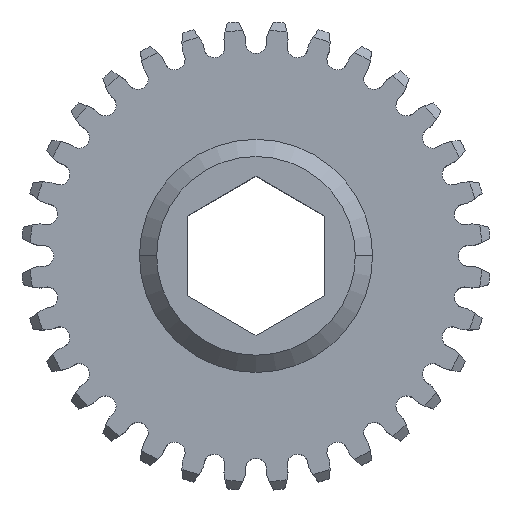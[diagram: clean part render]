
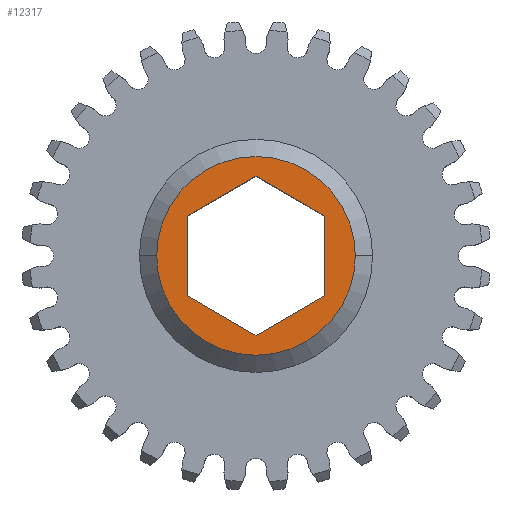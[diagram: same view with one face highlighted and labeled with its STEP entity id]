
A CAD part, top view. The second image highlights one B-rep face of the part: STEP entity #12317.
In plain terms, the highlighted planar face has unit normal (0, 0, 1).
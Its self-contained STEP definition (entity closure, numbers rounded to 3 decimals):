
#74 = VERTEX_POINT ( 'NONE', #10006 ) ;
#509 = CARTESIAN_POINT ( 'NONE',  ( 0., 7.332, 6.35 ) ) ;
#845 = CARTESIAN_POINT ( 'NONE',  ( -6.35, 0., 6.35 ) ) ;
#921 = LINE ( 'NONE', #13386, #4440 ) ;
#1210 = CARTESIAN_POINT ( 'NONE',  ( 3.175, -5.499, 6.35 ) ) ;
#1351 = VERTEX_POINT ( 'NONE', #2383 ) ;
#1364 = EDGE_CURVE ( 'NONE', #2966, #1351, #14423, .T. ) ;
#1393 = CARTESIAN_POINT ( 'NONE',  ( 0., 0., 6.35 ) ) ;
#1904 = EDGE_CURVE ( 'NONE', #9805, #13201, #9736, .T. ) ;
#2264 = AXIS2_PLACEMENT_3D ( 'NONE', #7919, #2269, #9879 ) ;
#2269 = DIRECTION ( 'NONE',  ( 0., 0., 1. ) ) ;
#2339 = ORIENTED_EDGE ( 'NONE', *, *, #9891, .F. ) ;
#2383 = CARTESIAN_POINT ( 'NONE',  ( 9.144, 0., 6.35 ) ) ;
#2560 = ORIENTED_EDGE ( 'NONE', *, *, #1904, .F. ) ;
#2758 = ORIENTED_EDGE ( 'NONE', *, *, #13609, .F. ) ;
#2966 = VERTEX_POINT ( 'NONE', #7910 ) ;
#3404 = PLANE ( 'NONE',  #2264 ) ;
#3422 = CARTESIAN_POINT ( 'NONE',  ( -6.35, -3.666, 6.35 ) ) ;
#3522 = VECTOR ( 'NONE', #12649, 1000. ) ;
#3754 = AXIS2_PLACEMENT_3D ( 'NONE', #6912, #5726, #11443 ) ;
#4169 = EDGE_LOOP ( 'NONE', ( #6664, #5462 ) ) ;
#4228 = CARTESIAN_POINT ( 'NONE',  ( -3.175, 5.499, 6.35 ) ) ;
#4440 = VECTOR ( 'NONE', #6564, 1000. ) ;
#4522 = ORIENTED_EDGE ( 'NONE', *, *, #7387, .F. ) ;
#4529 = CARTESIAN_POINT ( 'NONE',  ( 6.35, 0., 6.35 ) ) ;
#5227 = ORIENTED_EDGE ( 'NONE', *, *, #6082, .F. ) ;
#5372 = DIRECTION ( 'NONE',  ( 0., -1., 0. ) ) ;
#5446 = CARTESIAN_POINT ( 'NONE',  ( 6.35, -3.666, 6.35 ) ) ;
#5462 = ORIENTED_EDGE ( 'NONE', *, *, #9614, .F. ) ;
#5726 = DIRECTION ( 'NONE',  ( 0., 0., -1. ) ) ;
#5808 = CARTESIAN_POINT ( 'NONE',  ( -3.175, -5.499, 6.35 ) ) ;
#6082 = EDGE_CURVE ( 'NONE', #74, #9805, #921, .T. ) ;
#6508 = CARTESIAN_POINT ( 'NONE',  ( -6.35, 3.666, 6.35 ) ) ;
#6564 = DIRECTION ( 'NONE',  ( -0.866, 0.5, 0. ) ) ;
#6664 = ORIENTED_EDGE ( 'NONE', *, *, #1364, .F. ) ;
#6797 = AXIS2_PLACEMENT_3D ( 'NONE', #1393, #9116, #9191 ) ;
#6912 = CARTESIAN_POINT ( 'NONE',  ( 0., 0., 6.35 ) ) ;
#7078 = LINE ( 'NONE', #5808, #8960 ) ;
#7387 = EDGE_CURVE ( 'NONE', #9769, #7620, #8107, .T. ) ;
#7620 = VERTEX_POINT ( 'NONE', #5446 ) ;
#7853 = FACE_BOUND ( 'NONE', #7921, .T. ) ;
#7910 = CARTESIAN_POINT ( 'NONE',  ( -9.144, 0., 6.35 ) ) ;
#7919 = CARTESIAN_POINT ( 'NONE',  ( 0., 0., 6.35 ) ) ;
#7921 = EDGE_LOOP ( 'NONE', ( #2339, #13764, #2560, #5227, #2758, #4522 ) ) ;
#8107 = LINE ( 'NONE', #1210, #3522 ) ;
#8354 = VERTEX_POINT ( 'NONE', #3422 ) ;
#8755 = DIRECTION ( 'NONE',  ( -0.866, -0.5, 0. ) ) ;
#8960 = VECTOR ( 'NONE', #11393, 1000. ) ;
#9060 = DIRECTION ( 'NONE',  ( 0., 1., 0. ) ) ;
#9116 = DIRECTION ( 'NONE',  ( 0., 0., -1. ) ) ;
#9191 = DIRECTION ( 'NONE',  ( -1., 0., 0. ) ) ;
#9614 = EDGE_CURVE ( 'NONE', #1351, #2966, #13447, .T. ) ;
#9736 = LINE ( 'NONE', #4228, #13689 ) ;
#9769 = VERTEX_POINT ( 'NONE', #14157 ) ;
#9805 = VERTEX_POINT ( 'NONE', #509 ) ;
#9879 = DIRECTION ( 'NONE',  ( 1., 0., 0. ) ) ;
#9891 = EDGE_CURVE ( 'NONE', #8354, #9769, #7078, .T. ) ;
#10006 = CARTESIAN_POINT ( 'NONE',  ( 6.35, 3.666, 6.35 ) ) ;
#10092 = EDGE_CURVE ( 'NONE', #13201, #8354, #13321, .T. ) ;
#11314 = VECTOR ( 'NONE', #5372, 1000. ) ;
#11393 = DIRECTION ( 'NONE',  ( 0.866, -0.5, 0. ) ) ;
#11443 = DIRECTION ( 'NONE',  ( -1., 0., 0. ) ) ;
#11626 = VECTOR ( 'NONE', #9060, 1000. ) ;
#12317 = ADVANCED_FACE ( 'NONE', ( #7853, #12392 ), #3404, .T. ) ;
#12392 = FACE_OUTER_BOUND ( 'NONE', #4169, .T. ) ;
#12649 = DIRECTION ( 'NONE',  ( 0.866, 0.5, 0. ) ) ;
#13201 = VERTEX_POINT ( 'NONE', #6508 ) ;
#13321 = LINE ( 'NONE', #845, #11314 ) ;
#13386 = CARTESIAN_POINT ( 'NONE',  ( 3.175, 5.499, 6.35 ) ) ;
#13431 = LINE ( 'NONE', #4529, #11626 ) ;
#13447 = CIRCLE ( 'NONE', #6797, 9.144 ) ;
#13609 = EDGE_CURVE ( 'NONE', #7620, #74, #13431, .T. ) ;
#13689 = VECTOR ( 'NONE', #8755, 1000. ) ;
#13764 = ORIENTED_EDGE ( 'NONE', *, *, #10092, .F. ) ;
#14157 = CARTESIAN_POINT ( 'NONE',  ( 0., -7.332, 6.35 ) ) ;
#14423 = CIRCLE ( 'NONE', #3754, 9.144 ) ;
